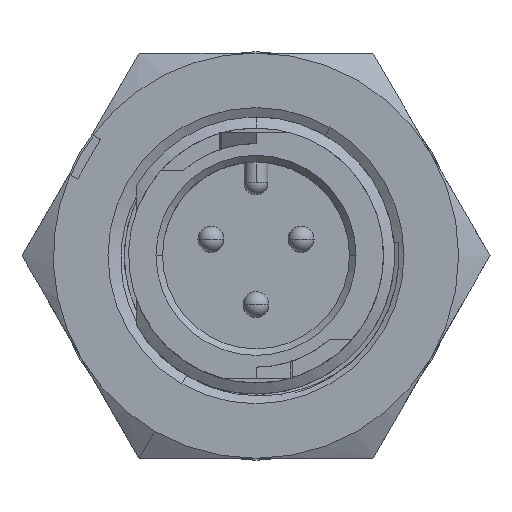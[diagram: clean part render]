
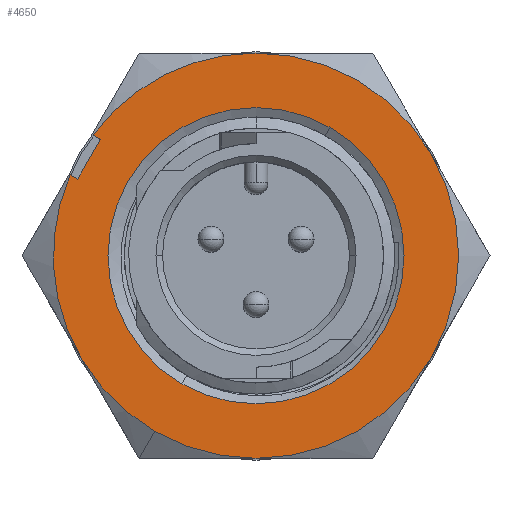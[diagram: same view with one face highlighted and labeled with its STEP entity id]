
A CAD part, top view. The second image highlights one B-rep face of the part: STEP entity #4650.
In plain terms, the highlighted planar face has unit normal (0, 0, 1).
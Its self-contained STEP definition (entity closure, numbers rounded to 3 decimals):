
#330 = CARTESIAN_POINT ( 'NONE',  ( 0., 0., 10.236 ) ) ;
#633 = CARTESIAN_POINT ( 'NONE',  ( -8.185, 3.699, 10.236 ) ) ;
#855 = CIRCLE ( 'NONE', #12218, 7.874 ) ;
#892 = CARTESIAN_POINT ( 'NONE',  ( 0., 0., 10.236 ) ) ;
#1052 = ORIENTED_EDGE ( 'NONE', *, *, #7748, .F. ) ;
#1129 = VERTEX_POINT ( 'NONE', #9946 ) ;
#1543 = ORIENTED_EDGE ( 'NONE', *, *, #7718, .F. ) ;
#1585 = DIRECTION ( 'NONE',  ( -0.5, -0.866, 0. ) ) ;
#1656 = EDGE_CURVE ( 'NONE', #11336, #2832, #12051, .T. ) ;
#1685 = AXIS2_PLACEMENT_3D ( 'NONE', #8946, #4591, #2724 ) ;
#1691 = CIRCLE ( 'NONE', #9325, 7.874 ) ;
#1753 = EDGE_LOOP ( 'NONE', ( #8568, #6331, #4564, #7177, #1543, #9445, #1052, #12072, #4923, #5003 ) ) ;
#1776 = LINE ( 'NONE', #6899, #8952 ) ;
#1820 = VERTEX_POINT ( 'NONE', #7944 ) ;
#1848 = VERTEX_POINT ( 'NONE', #7380 ) ;
#1952 = CIRCLE ( 'NONE', #11551, 7.874 ) ;
#2055 = CARTESIAN_POINT ( 'NONE',  ( 0., 0., 10.236 ) ) ;
#2143 = CARTESIAN_POINT ( 'NONE',  ( -6.934, 2.977, 10.236 ) ) ;
#2208 = DIRECTION ( 'NONE',  ( -0.5, -0.866, 0. ) ) ;
#2458 = EDGE_CURVE ( 'NONE', #7369, #11658, #1691, .T. ) ;
#2724 = DIRECTION ( 'NONE',  ( -0.5, -0.866, 0. ) ) ;
#2792 = DIRECTION ( 'NONE',  ( 0., -1., 0. ) ) ;
#2832 = VERTEX_POINT ( 'NONE', #6592 ) ;
#3158 = CARTESIAN_POINT ( 'NONE',  ( 0., 0., 10.236 ) ) ;
#3264 = CIRCLE ( 'NONE', #8286, 5.753 ) ;
#3271 = CARTESIAN_POINT ( 'NONE',  ( -6.331, 4.682, 10.236 ) ) ;
#3614 = VERTEX_POINT ( 'NONE', #4318 ) ;
#3730 = EDGE_CURVE ( 'NONE', #11589, #4600, #855, .T. ) ;
#3838 = CARTESIAN_POINT ( 'NONE',  ( 0., 0., 10.236 ) ) ;
#4106 = DIRECTION ( 'NONE',  ( 0., 0., -1. ) ) ;
#4142 = EDGE_CURVE ( 'NONE', #11658, #6403, #1952, .T. ) ;
#4318 = CARTESIAN_POINT ( 'NONE',  ( -6.819, -3.937, 10.236 ) ) ;
#4529 = AXIS2_PLACEMENT_3D ( 'NONE', #11059, #5608, #2792 ) ;
#4564 = ORIENTED_EDGE ( 'NONE', *, *, #8703, .F. ) ;
#4591 = DIRECTION ( 'NONE',  ( 0., 0., -1. ) ) ;
#4600 = VERTEX_POINT ( 'NONE', #7722 ) ;
#4650 = ADVANCED_FACE ( 'NONE', ( #11960, #7787 ), #6971, .F. ) ;
#4661 = EDGE_CURVE ( 'NONE', #1848, #1129, #7571, .T. ) ;
#4923 = ORIENTED_EDGE ( 'NONE', *, *, #2458, .F. ) ;
#4925 = DIRECTION ( 'NONE',  ( 0., 0., -1. ) ) ;
#4952 = DIRECTION ( 'NONE',  ( 0.866, -0.5, 0. ) ) ;
#5003 = ORIENTED_EDGE ( 'NONE', *, *, #10941, .F. ) ;
#5069 = DIRECTION ( 'NONE',  ( 0., 0., -1. ) ) ;
#5131 = CARTESIAN_POINT ( 'NONE',  ( 0., 0., 10.236 ) ) ;
#5203 = DIRECTION ( 'NONE',  ( -0.5, -0.866, 0. ) ) ;
#5474 = CARTESIAN_POINT ( 'NONE',  ( 6.819, -3.937, 10.236 ) ) ;
#5608 = DIRECTION ( 'NONE',  ( 0., 0., -1. ) ) ;
#5906 = AXIS2_PLACEMENT_3D ( 'NONE', #8737, #4106, #7426 ) ;
#6095 = DIRECTION ( 'NONE',  ( 0., 0., -1. ) ) ;
#6331 = ORIENTED_EDGE ( 'NONE', *, *, #9588, .F. ) ;
#6403 = VERTEX_POINT ( 'NONE', #9969 ) ;
#6419 = CIRCLE ( 'NONE', #12741, 7.874 ) ;
#6526 = LINE ( 'NONE', #2143, #7858 ) ;
#6592 = CARTESIAN_POINT ( 'NONE',  ( -6.934, 2.977, 10.236 ) ) ;
#6839 = CARTESIAN_POINT ( 'NONE',  ( 0., 0., 10.236 ) ) ;
#6899 = CARTESIAN_POINT ( 'NONE',  ( -7.296, 5.239, 10.236 ) ) ;
#6967 = DIRECTION ( 'NONE',  ( -0.5, -0.866, 0. ) ) ;
#6971 = PLANE ( 'NONE',  #4529 ) ;
#7177 = ORIENTED_EDGE ( 'NONE', *, *, #1656, .F. ) ;
#7366 = VECTOR ( 'NONE', #4952, 1000. ) ;
#7369 = VERTEX_POINT ( 'NONE', #8851 ) ;
#7380 = CARTESIAN_POINT ( 'NONE',  ( -2.877, -4.982, 10.236 ) ) ;
#7426 = DIRECTION ( 'NONE',  ( -0.5, -0.866, 0. ) ) ;
#7571 = CIRCLE ( 'NONE', #1685, 5.753 ) ;
#7718 = EDGE_CURVE ( 'NONE', #3614, #11336, #6419, .T. ) ;
#7722 = CARTESIAN_POINT ( 'NONE',  ( 0., 7.874, 10.236 ) ) ;
#7748 = EDGE_CURVE ( 'NONE', #6403, #9288, #9253, .T. ) ;
#7787 = FACE_OUTER_BOUND ( 'NONE', #1753, .T. ) ;
#7858 = VECTOR ( 'NONE', #12743, 1000. ) ;
#7944 = CARTESIAN_POINT ( 'NONE',  ( -6.045, 4.516, 10.236 ) ) ;
#8145 = CARTESIAN_POINT ( 'NONE',  ( -3.937, -6.819, 10.236 ) ) ;
#8147 = CARTESIAN_POINT ( 'NONE',  ( -7.22, 3.142, 10.236 ) ) ;
#8169 = AXIS2_PLACEMENT_3D ( 'NONE', #892, #5069, #12376 ) ;
#8286 = AXIS2_PLACEMENT_3D ( 'NONE', #330, #8610, #8546 ) ;
#8546 = DIRECTION ( 'NONE',  ( -0.5, -0.866, 0. ) ) ;
#8568 = ORIENTED_EDGE ( 'NONE', *, *, #3730, .F. ) ;
#8610 = DIRECTION ( 'NONE',  ( 0., 0., -1. ) ) ;
#8703 = EDGE_CURVE ( 'NONE', #2832, #1820, #6526, .T. ) ;
#8737 = CARTESIAN_POINT ( 'NONE',  ( 0., 0., 10.236 ) ) ;
#8851 = CARTESIAN_POINT ( 'NONE',  ( 6.819, 3.937, 10.236 ) ) ;
#8946 = CARTESIAN_POINT ( 'NONE',  ( 0., 0., 10.236 ) ) ;
#8952 = VECTOR ( 'NONE', #9016, 1000. ) ;
#9016 = DIRECTION ( 'NONE',  ( -0.866, 0.5, 0. ) ) ;
#9253 = CIRCLE ( 'NONE', #8169, 7.874 ) ;
#9288 = VERTEX_POINT ( 'NONE', #8145 ) ;
#9325 = AXIS2_PLACEMENT_3D ( 'NONE', #3158, #11571, #2208 ) ;
#9370 = DIRECTION ( 'NONE',  ( 0., 0., -1. ) ) ;
#9410 = EDGE_CURVE ( 'NONE', #1129, #1848, #3264, .T. ) ;
#9445 = ORIENTED_EDGE ( 'NONE', *, *, #9493, .F. ) ;
#9493 = EDGE_CURVE ( 'NONE', #9288, #3614, #13322, .T. ) ;
#9514 = ORIENTED_EDGE ( 'NONE', *, *, #9410, .T. ) ;
#9588 = EDGE_CURVE ( 'NONE', #1820, #11589, #1776, .T. ) ;
#9946 = CARTESIAN_POINT ( 'NONE',  ( 2.877, 4.982, 10.236 ) ) ;
#9969 = CARTESIAN_POINT ( 'NONE',  ( 0., -7.874, 10.236 ) ) ;
#10941 = EDGE_CURVE ( 'NONE', #4600, #7369, #12667, .T. ) ;
#11059 = CARTESIAN_POINT ( 'NONE',  ( 13.638, -7.874, 10.236 ) ) ;
#11336 = VERTEX_POINT ( 'NONE', #8147 ) ;
#11350 = AXIS2_PLACEMENT_3D ( 'NONE', #6839, #4925, #6967 ) ;
#11437 = ORIENTED_EDGE ( 'NONE', *, *, #4661, .T. ) ;
#11551 = AXIS2_PLACEMENT_3D ( 'NONE', #2055, #9370, #5203 ) ;
#11571 = DIRECTION ( 'NONE',  ( 0., 0., -1. ) ) ;
#11589 = VERTEX_POINT ( 'NONE', #3271 ) ;
#11658 = VERTEX_POINT ( 'NONE', #5474 ) ;
#11960 = FACE_BOUND ( 'NONE', #12503, .T. ) ;
#12051 = LINE ( 'NONE', #633, #7366 ) ;
#12072 = ORIENTED_EDGE ( 'NONE', *, *, #4142, .F. ) ;
#12218 = AXIS2_PLACEMENT_3D ( 'NONE', #3838, #12934, #1585 ) ;
#12376 = DIRECTION ( 'NONE',  ( -0.5, -0.866, 0. ) ) ;
#12438 = DIRECTION ( 'NONE',  ( -0.5, -0.866, 0. ) ) ;
#12503 = EDGE_LOOP ( 'NONE', ( #9514, #11437 ) ) ;
#12667 = CIRCLE ( 'NONE', #5906, 7.874 ) ;
#12741 = AXIS2_PLACEMENT_3D ( 'NONE', #5131, #6095, #12438 ) ;
#12743 = DIRECTION ( 'NONE',  ( 0.5, 0.866, 0. ) ) ;
#12934 = DIRECTION ( 'NONE',  ( 0., 0., -1. ) ) ;
#13322 = CIRCLE ( 'NONE', #11350, 7.874 ) ;
